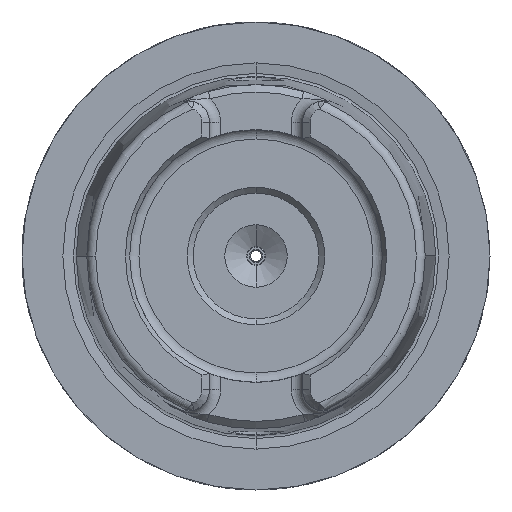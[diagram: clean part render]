
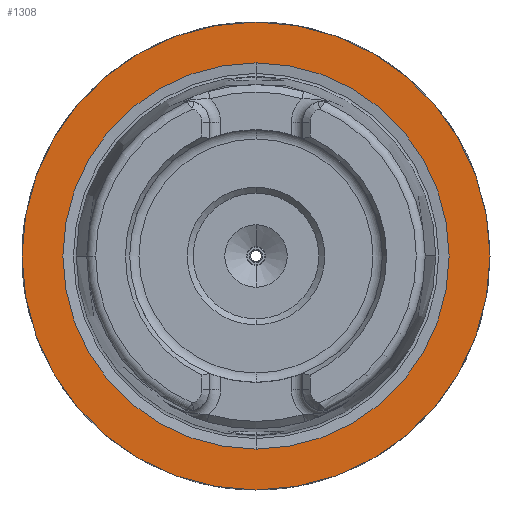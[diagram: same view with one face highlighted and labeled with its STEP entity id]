
A CAD part, left-side view. The second image highlights one B-rep face of the part: STEP entity #1308.
In plain terms, the highlighted planar face has unit normal (-1, 0, 0).
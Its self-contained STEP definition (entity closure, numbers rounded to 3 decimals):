
#85 = DIRECTION ( 'NONE',  ( 0., 0., 1. ) ) ;
#222 = AXIS2_PLACEMENT_3D ( 'NONE', #7832, #2760, #8657 ) ;
#332 = FACE_BOUND ( 'NONE', #8991, .T. ) ;
#608 = PLANE ( 'NONE',  #8635 ) ;
#620 = EDGE_CURVE ( 'NONE', #4019, #5867, #9592, .T. ) ;
#648 = CARTESIAN_POINT ( 'NONE',  ( 0., 0., 0. ) ) ;
#700 = EDGE_CURVE ( 'NONE', #9807, #4478, #3156, .T. ) ;
#1308 = ADVANCED_FACE ( 'NONE', ( #8824, #332 ), #608, .F. ) ;
#1521 = DIRECTION ( 'NONE',  ( 0., 0., -1. ) ) ;
#1573 = ORIENTED_EDGE ( 'NONE', *, *, #10559, .T. ) ;
#2019 = ORIENTED_EDGE ( 'NONE', *, *, #620, .F. ) ;
#2760 = DIRECTION ( 'NONE',  ( -1., 0., 0. ) ) ;
#3156 = CIRCLE ( 'NONE', #9939, 31.5 ) ;
#3198 = CARTESIAN_POINT ( 'NONE',  ( 0., 0., 25.995 ) ) ;
#3645 = CARTESIAN_POINT ( 'NONE',  ( 0., 0., 31.5 ) ) ;
#3894 = ORIENTED_EDGE ( 'NONE', *, *, #9052, .F. ) ;
#4019 = VERTEX_POINT ( 'NONE', #9664 ) ;
#4478 = VERTEX_POINT ( 'NONE', #9250 ) ;
#4956 = AXIS2_PLACEMENT_3D ( 'NONE', #10370, #5147, #85 ) ;
#5147 = DIRECTION ( 'NONE',  ( -1., 0., 0. ) ) ;
#5221 = DIRECTION ( 'NONE',  ( -1., 0., 0. ) ) ;
#5565 = DIRECTION ( 'NONE',  ( 0., 0., 1. ) ) ;
#5867 = VERTEX_POINT ( 'NONE', #3198 ) ;
#6125 = AXIS2_PLACEMENT_3D ( 'NONE', #6249, #5221, #5565 ) ;
#6249 = CARTESIAN_POINT ( 'NONE',  ( 0., 0., 0. ) ) ;
#6570 = EDGE_LOOP ( 'NONE', ( #8349, #1573 ) ) ;
#6573 = DIRECTION ( 'NONE',  ( 1., 0., 0. ) ) ;
#6809 = CIRCLE ( 'NONE', #222, 25.995 ) ;
#7832 = CARTESIAN_POINT ( 'NONE',  ( 0., 0., 0. ) ) ;
#8349 = ORIENTED_EDGE ( 'NONE', *, *, #700, .T. ) ;
#8635 = AXIS2_PLACEMENT_3D ( 'NONE', #648, #6573, #1521 ) ;
#8657 = DIRECTION ( 'NONE',  ( 0., 0., 1. ) ) ;
#8824 = FACE_OUTER_BOUND ( 'NONE', #6570, .T. ) ;
#8991 = EDGE_LOOP ( 'NONE', ( #3894, #2019 ) ) ;
#9052 = EDGE_CURVE ( 'NONE', #5867, #4019, #6809, .T. ) ;
#9250 = CARTESIAN_POINT ( 'NONE',  ( 0., 0., -31.5 ) ) ;
#9592 = CIRCLE ( 'NONE', #6125, 25.995 ) ;
#9664 = CARTESIAN_POINT ( 'NONE',  ( 0., 0., -25.995 ) ) ;
#9807 = VERTEX_POINT ( 'NONE', #3645 ) ;
#9939 = AXIS2_PLACEMENT_3D ( 'NONE', #10220, #10162, #10130 ) ;
#10130 = DIRECTION ( 'NONE',  ( 0., 0., 1. ) ) ;
#10162 = DIRECTION ( 'NONE',  ( -1., 0., 0. ) ) ;
#10169 = CIRCLE ( 'NONE', #4956, 31.5 ) ;
#10220 = CARTESIAN_POINT ( 'NONE',  ( 0., 0., 0. ) ) ;
#10370 = CARTESIAN_POINT ( 'NONE',  ( 0., 0., 0. ) ) ;
#10559 = EDGE_CURVE ( 'NONE', #4478, #9807, #10169, .T. ) ;
